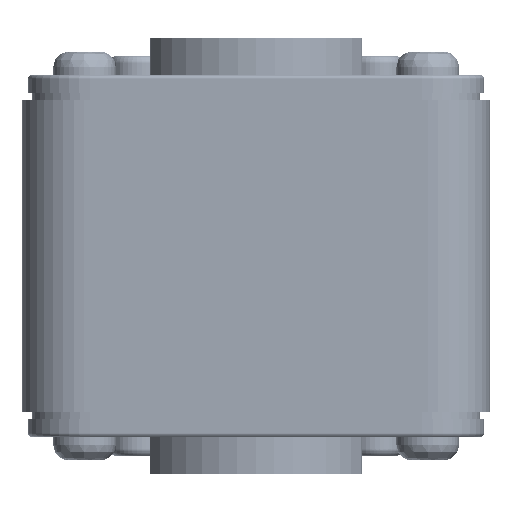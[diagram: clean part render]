
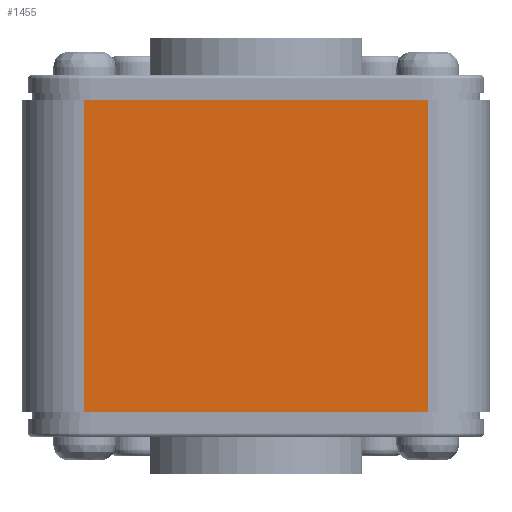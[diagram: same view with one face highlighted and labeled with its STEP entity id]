
A CAD part, front view. The second image highlights one B-rep face of the part: STEP entity #1455.
In plain terms, the highlighted planar face has unit normal (0, -1, 0).
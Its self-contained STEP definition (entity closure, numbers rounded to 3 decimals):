
#723=FACE_OUTER_BOUND('',#5782,.T.);
#1455=ADVANCED_FACE('',(#723),#2184,.F.);
#2184=PLANE('',#15041);
#3340=LINE('',#45393,#4388);
#3341=LINE('',#45397,#4389);
#3342=LINE('',#45399,#4390);
#3343=LINE('',#45401,#4391);
#4388=VECTOR('',#17050,1.);
#4389=VECTOR('',#17055,1.);
#4390=VECTOR('',#17056,1.);
#4391=VECTOR('',#17057,1.);
#5782=EDGE_LOOP('',(#7821,#7822,#7823,#7824));
#7821=ORIENTED_EDGE('',*,*,#12714,.F.);
#7822=ORIENTED_EDGE('',*,*,#12715,.F.);
#7823=ORIENTED_EDGE('',*,*,#12716,.F.);
#7824=ORIENTED_EDGE('',*,*,#12712,.T.);
#11090=VERTEX_POINT('',#45392);
#11091=VERTEX_POINT('',#45394);
#11092=VERTEX_POINT('',#45398);
#11093=VERTEX_POINT('',#45400);
#12712=EDGE_CURVE('',#11091,#11090,#3340,.T.);
#12714=EDGE_CURVE('',#11092,#11090,#3341,.T.);
#12715=EDGE_CURVE('',#11093,#11092,#3342,.T.);
#12716=EDGE_CURVE('',#11091,#11093,#3343,.T.);
#15041=AXIS2_PLACEMENT_3D('',#45402,#17058,#17059);
#17050=DIRECTION('',(0.,0.,1.));
#17055=DIRECTION('',(1.,0.,0.));
#17056=DIRECTION('',(0.,0.,1.));
#17057=DIRECTION('',(-1.,0.,0.));
#17058=DIRECTION('',(0.,1.,0.));
#17059=DIRECTION('',(-1.,0.,0.));
#45392=CARTESIAN_POINT('',(-3.,-5.,50.));
#45393=CARTESIAN_POINT('',(-3.,-5.,0.));
#45394=CARTESIAN_POINT('',(-3.,-5.,10.));
#45397=CARTESIAN_POINT('',(-3.,-5.,50.));
#45398=CARTESIAN_POINT('',(-47.,-5.,50.));
#45399=CARTESIAN_POINT('',(-47.,-5.,0.));
#45400=CARTESIAN_POINT('',(-47.,-5.,10.));
#45401=CARTESIAN_POINT('',(-3.,-5.,10.));
#45402=CARTESIAN_POINT('',(-3.,-5.,0.));
